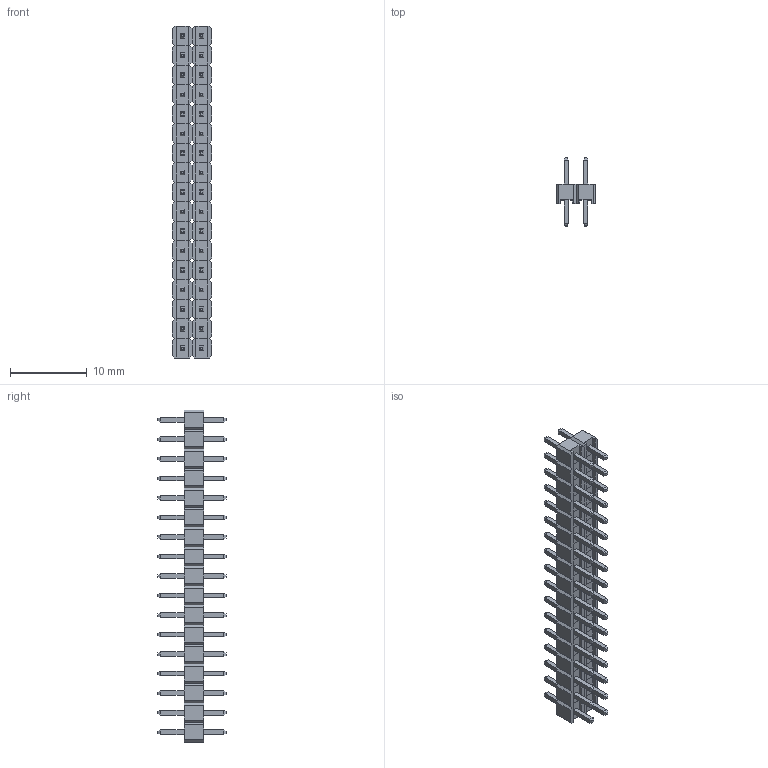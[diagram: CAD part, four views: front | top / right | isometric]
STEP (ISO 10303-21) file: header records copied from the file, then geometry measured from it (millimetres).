
FILE_DESCRIPTION (( 'STEP AP214' ), '1' );
FILE_NAME ('Pin Header 2x17 Way.STEP', '2025-07-01T09:35:07', ( '' ), ( '' ), 'SwSTEP 2.0', 'SolidWorks 2025', '' );
FILE_SCHEMA (( 'AUTOMOTIVE_DESIGN' ));
Length unit declared in the file: millimetre
Products named in the file (1): Pin Header 2x17 Way
Bounding box: 5.08 x 8.88 x 43.18 mm (x, y, z)
Volume: 551.7 mm3; surface area: 1779.3 mm2
Topology: 34 solids, 34 shells, 1088 faces, 2584 edges, 1632 vertices
Faces by surface type: plane 1088
Entity records: 42620 total; most frequent: CARTESIAN_POINT 5305, ORIENTED_EDGE 5168, DIRECTION 4762, LINE 2584, EDGE_CURVE 2584, VECTOR 2584, VERTEX_POINT 1632, EDGE_LOOP 1156
